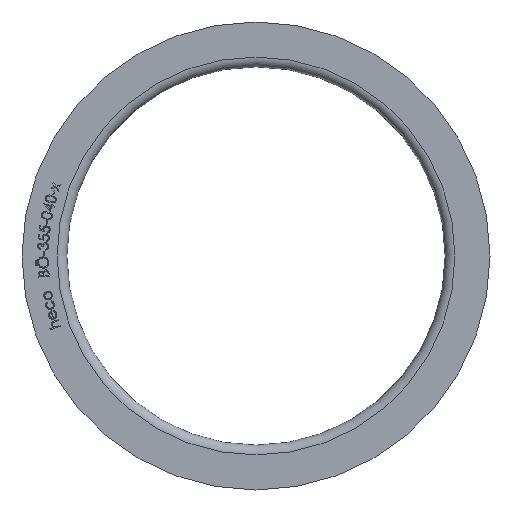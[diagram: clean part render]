
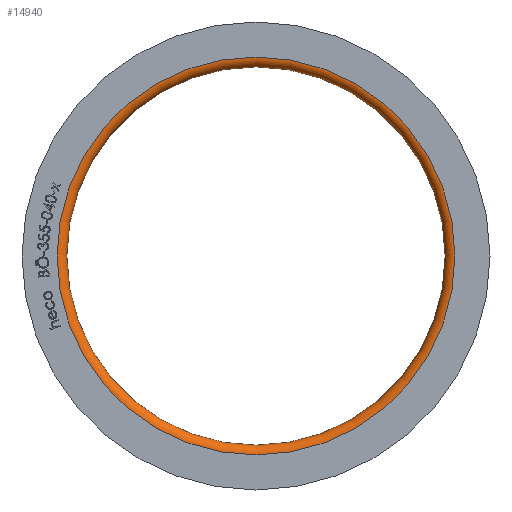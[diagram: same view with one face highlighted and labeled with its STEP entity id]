
A CAD part, left-side view. The second image highlights one B-rep face of the part: STEP entity #14940.
In plain terms, the highlighted toroidal (fillet/blend) face has major radius 182.8 mm and minor radius 9 mm.
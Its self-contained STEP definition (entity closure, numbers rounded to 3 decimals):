
#364 = FACE_OUTER_BOUND ( 'NONE', #14257, .T. ) ;
#592 = EDGE_CURVE ( 'NONE', #11994, #11994, #1457, .T. ) ;
#604 = FACE_OUTER_BOUND ( 'NONE', #9802, .T. ) ;
#1457 = CIRCLE ( 'NONE', #11112, 173.8 ) ;
#1681 = DIRECTION ( 'NONE',  ( -1., 0., 0. ) ) ;
#2180 = DIRECTION ( 'NONE',  ( -1., 0., 0. ) ) ;
#2296 = VERTEX_POINT ( 'NONE', #9389 ) ;
#3613 = TOROIDAL_SURFACE ( 'NONE', #10482, 182.8, 9. ) ;
#3945 = CIRCLE ( 'NONE', #5967, 182.8 ) ;
#4490 = DIRECTION ( 'NONE',  ( 0., 0., 1. ) ) ;
#4530 = CARTESIAN_POINT ( 'NONE',  ( 9., 0., 173.8 ) ) ;
#5200 = CARTESIAN_POINT ( 'NONE',  ( 9., 0., 0. ) ) ;
#5551 = EDGE_CURVE ( 'NONE', #2296, #2296, #3945, .T. ) ;
#5967 = AXIS2_PLACEMENT_3D ( 'NONE', #13830, #6592, #10128 ) ;
#6592 = DIRECTION ( 'NONE',  ( -1., 0., 0. ) ) ;
#7713 = CARTESIAN_POINT ( 'NONE',  ( 9., 0., 0. ) ) ;
#8095 = ORIENTED_EDGE ( 'NONE', *, *, #5551, .T. ) ;
#8827 = DIRECTION ( 'NONE',  ( 0., 0., 1. ) ) ;
#9389 = CARTESIAN_POINT ( 'NONE',  ( 0., 0., 182.8 ) ) ;
#9802 = EDGE_LOOP ( 'NONE', ( #8095 ) ) ;
#10128 = DIRECTION ( 'NONE',  ( 0., 0., 1. ) ) ;
#10482 = AXIS2_PLACEMENT_3D ( 'NONE', #5200, #2180, #4490 ) ;
#10918 = ORIENTED_EDGE ( 'NONE', *, *, #592, .F. ) ;
#11112 = AXIS2_PLACEMENT_3D ( 'NONE', #7713, #1681, #8827 ) ;
#11994 = VERTEX_POINT ( 'NONE', #4530 ) ;
#13830 = CARTESIAN_POINT ( 'NONE',  ( 0., 0., 0. ) ) ;
#14257 = EDGE_LOOP ( 'NONE', ( #10918 ) ) ;
#14940 = ADVANCED_FACE ( 'NONE', ( #364, #604 ), #3613, .T. ) ;
